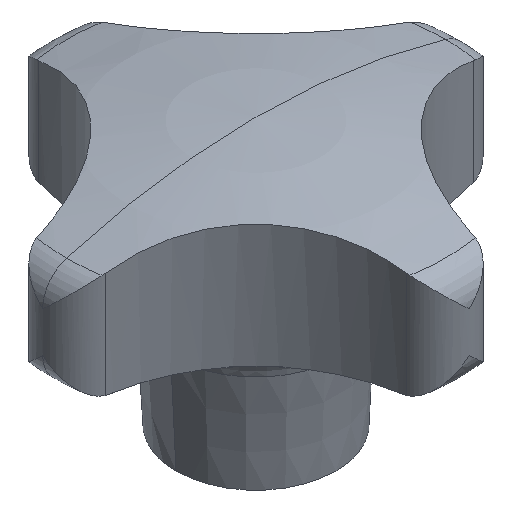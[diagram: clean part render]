
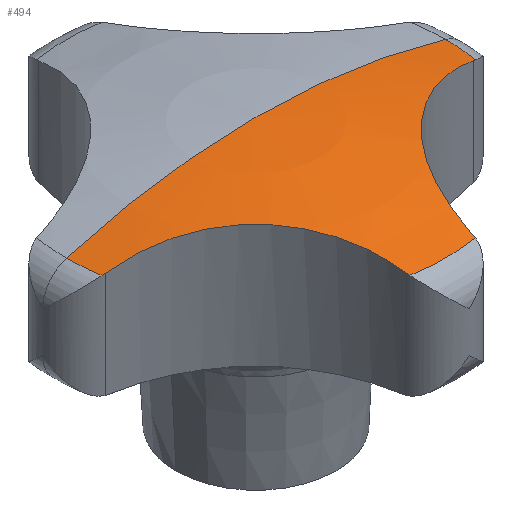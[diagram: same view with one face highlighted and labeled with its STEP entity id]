
A CAD part, isometric view. The second image highlights one B-rep face of the part: STEP entity #494.
In plain terms, the highlighted spherical face has radius 50 mm.
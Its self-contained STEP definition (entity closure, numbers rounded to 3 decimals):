
#282=EDGE_CURVE('',#364,#398,#695,.T.);
#300=VERTEX_POINT('',#715);
#336=EDGE_CURVE('',#398,#428,#759,.T.);
#340=VERTEX_POINT('',#763);
#344=VERTEX_POINT('',#767);
#350=EDGE_CURVE('',#472,#464,#773,.T.);
#364=VERTEX_POINT('',#787);
#374=EDGE_CURVE('',#428,#536,#798,.T.);
#398=VERTEX_POINT('',#825);
#402=EDGE_CURVE('',#530,#472,#829,.T.);
#410=EDGE_CURVE('',#300,#592,#837,.T.);
#428=VERTEX_POINT('',#857);
#434=EDGE_CURVE('',#464,#364,#863,.T.);
#462=EDGE_CURVE('',#344,#530,#894,.T.);
#464=VERTEX_POINT('',#896);
#466=EDGE_CURVE('',#344,#340,#898,.T.);
#472=VERTEX_POINT('',#904);
#476=EDGE_CURVE('',#536,#300,#908,.T.);
#494=ADVANCED_FACE('',(#928),#929,.T.);
#514=EDGE_CURVE('',#340,#592,#949,.T.);
#530=VERTEX_POINT('',#967);
#536=VERTEX_POINT('',#973);
#592=VERTEX_POINT('',#1034);
#695=CIRCLE('',#1192,14.211);
#715=CARTESIAN_POINT('',(13.998,-2.45,17.938));
#759=B_SPLINE_CURVE_WITH_KNOTS('',3,(#1347,#1348,#1349,#1350),.UNSPECIFIED.,.F.,.F.,(4,4),(6.877,7.07),.UNSPECIFIED.);
#763=CARTESIAN_POINT('',(0.,0.,20.0));
#767=CARTESIAN_POINT('',(-14.211,0.,17.938));
#773=B_SPLINE_CURVE_WITH_KNOTS('',3,(#1369,#1370,#1371,#1372,#1373,#1374,#1375,#1376,#1377,#1378,#1379,#1380,#1381,#1382,#1383,#1384,#1385,#1386),.UNSPECIFIED.,.F.,.F.,(4,2,2,2,2,2,2,2,4),(21.077,23.335,25.594,27.852,30.111,32.394,34.678,36.961,37.791),.UNSPECIFIED.);
#787=CARTESIAN_POINT('',(-2.45,-13.998,17.938));
#798=B_SPLINE_CURVE_WITH_KNOTS('',3,(#1422,#1423,#1424,#1425,#1426,#1427,#1428,#1429,#1430,#1431,#1432,#1433,#1434,#1435,#1436,#1437,#1438,#1439),.UNSPECIFIED.,.F.,.F.,(4,2,2,2,2,2,2,2,4),(21.077,23.335,25.594,27.852,30.111,32.394,34.678,36.961,37.791),.UNSPECIFIED.);
#825=CARTESIAN_POINT('',(2.45,-13.998,17.938));
#829=B_SPLINE_CURVE_WITH_KNOTS('',3,(#1514,#1515,#1516,#1517),.UNSPECIFIED.,.F.,.F.,(4,4),(6.877,7.069),.UNSPECIFIED.);
#837=CIRCLE('',#1539,14.211);
#857=CARTESIAN_POINT('',(2.481,-13.804,17.993));
#863=B_SPLINE_CURVE_WITH_KNOTS('',3,(#1599,#1600,#1601,#1602),.UNSPECIFIED.,.F.,.F.,(4,4),(0.0,0.201),.UNSPECIFIED.);
#894=CIRCLE('',#1672,14.211);
#896=CARTESIAN_POINT('',(-2.481,-13.804,17.993));
#898=CIRCLE('',#1677,50.);
#904=CARTESIAN_POINT('',(-13.804,-2.481,17.993));
#908=B_SPLINE_CURVE_WITH_KNOTS('',3,(#1691,#1692,#1693,#1694),.UNSPECIFIED.,.F.,.F.,(4,4),(0.0,0.201),.UNSPECIFIED.);
#928=FACE_OUTER_BOUND('',#1719,.T.);
#929=SPHERICAL_SURFACE('',#1720,50.);
#949=CIRCLE('',#1749,50.);
#967=CARTESIAN_POINT('',(-13.998,-2.45,17.938));
#973=CARTESIAN_POINT('',(13.804,-2.481,17.993));
#1034=CARTESIAN_POINT('',(14.211,0.,17.938));
#1192=AXIS2_PLACEMENT_3D('',#2027,#2028,#2029);
#1347=CARTESIAN_POINT('',(2.45,-13.998,17.938));
#1348=CARTESIAN_POINT('',(2.463,-13.933,17.956));
#1349=CARTESIAN_POINT('',(2.474,-13.869,17.974));
#1350=CARTESIAN_POINT('',(2.481,-13.804,17.993));
#1369=CARTESIAN_POINT('',(-13.804,-2.481,17.993));
#1370=CARTESIAN_POINT('',(-13.084,-2.57,18.195));
#1371=CARTESIAN_POINT('',(-12.339,-2.723,18.383));
#1372=CARTESIAN_POINT('',(-10.858,-3.174,18.71));
#1373=CARTESIAN_POINT('',(-10.122,-3.471,18.848));
#1374=CARTESIAN_POINT('',(-8.712,-4.2,19.062));
#1375=CARTESIAN_POINT('',(-8.037,-4.632,19.138));
#1376=CARTESIAN_POINT('',(-6.792,-5.598,19.226));
#1377=CARTESIAN_POINT('',(-6.222,-6.132,19.237));
#1378=CARTESIAN_POINT('',(-5.21,-7.258,19.201));
#1379=CARTESIAN_POINT('',(-4.735,-7.887,19.153));
#1380=CARTESIAN_POINT('',(-3.902,-9.239,18.99));
#1381=CARTESIAN_POINT('',(-3.544,-9.96,18.876));
#1382=CARTESIAN_POINT('',(-2.97,-11.447,18.588));
#1383=CARTESIAN_POINT('',(-2.754,-12.214,18.414));
#1384=CARTESIAN_POINT('',(-2.558,-13.253,18.145));
#1385=CARTESIAN_POINT('',(-2.515,-13.53,18.07));
#1386=CARTESIAN_POINT('',(-2.481,-13.804,17.993));
#1422=CARTESIAN_POINT('',(2.481,-13.804,17.993));
#1423=CARTESIAN_POINT('',(2.57,-13.084,18.195));
#1424=CARTESIAN_POINT('',(2.723,-12.339,18.383));
#1425=CARTESIAN_POINT('',(3.174,-10.858,18.71));
#1426=CARTESIAN_POINT('',(3.471,-10.122,18.848));
#1427=CARTESIAN_POINT('',(4.2,-8.712,19.062));
#1428=CARTESIAN_POINT('',(4.632,-8.037,19.138));
#1429=CARTESIAN_POINT('',(5.598,-6.792,19.226));
#1430=CARTESIAN_POINT('',(6.132,-6.222,19.237));
#1431=CARTESIAN_POINT('',(7.258,-5.21,19.201));
#1432=CARTESIAN_POINT('',(7.887,-4.735,19.153));
#1433=CARTESIAN_POINT('',(9.239,-3.902,18.99));
#1434=CARTESIAN_POINT('',(9.96,-3.544,18.876));
#1435=CARTESIAN_POINT('',(11.447,-2.97,18.588));
#1436=CARTESIAN_POINT('',(12.214,-2.754,18.414));
#1437=CARTESIAN_POINT('',(13.253,-2.558,18.145));
#1438=CARTESIAN_POINT('',(13.53,-2.515,18.07));
#1439=CARTESIAN_POINT('',(13.804,-2.481,17.993));
#1514=CARTESIAN_POINT('',(-13.998,-2.45,17.938));
#1515=CARTESIAN_POINT('',(-13.933,-2.463,17.956));
#1516=CARTESIAN_POINT('',(-13.869,-2.474,17.974));
#1517=CARTESIAN_POINT('',(-13.804,-2.481,17.993));
#1539=AXIS2_PLACEMENT_3D('',#2173,#2174,#2175);
#1599=CARTESIAN_POINT('',(-2.481,-13.804,17.993));
#1600=CARTESIAN_POINT('',(-2.474,-13.868,17.975));
#1601=CARTESIAN_POINT('',(-2.463,-13.933,17.956));
#1602=CARTESIAN_POINT('',(-2.45,-13.998,17.938));
#1672=AXIS2_PLACEMENT_3D('',#2248,#2249,#2250);
#1677=AXIS2_PLACEMENT_3D('',#2251,#2252,#2253);
#1691=CARTESIAN_POINT('',(13.804,-2.481,17.993));
#1692=CARTESIAN_POINT('',(13.868,-2.474,17.975));
#1693=CARTESIAN_POINT('',(13.933,-2.463,17.956));
#1694=CARTESIAN_POINT('',(13.998,-2.45,17.938));
#1719=EDGE_LOOP('',(#2292,#2293,#2294,#2295,#2296,#2297,#2298,#2299,#2300,#2301,#2302));
#1720=AXIS2_PLACEMENT_3D('',#2303,#2304,#2305);
#1749=AXIS2_PLACEMENT_3D('',#2313,#2314,#2315);
#2027=CARTESIAN_POINT('',(0.,0.,17.938));
#2028=DIRECTION('',(0.,0.,1.0));
#2029=DIRECTION('',(1.0,0.,0.));
#2173=CARTESIAN_POINT('',(0.,0.,17.938));
#2174=DIRECTION('',(0.,0.,1.0));
#2175=DIRECTION('',(1.0,0.,0.));
#2248=CARTESIAN_POINT('',(0.,0.,17.938));
#2249=DIRECTION('',(0.,0.,1.0));
#2250=DIRECTION('',(1.0,0.,0.));
#2251=CARTESIAN_POINT('',(0.,0.,-30.0));
#2252=DIRECTION('',(0.,1.0,0.));
#2253=DIRECTION('',(0.0,0.,-1.0));
#2292=ORIENTED_EDGE('',*,*,#466,.F.);
#2293=ORIENTED_EDGE('',*,*,#462,.T.);
#2294=ORIENTED_EDGE('',*,*,#402,.T.);
#2295=ORIENTED_EDGE('',*,*,#350,.T.);
#2296=ORIENTED_EDGE('',*,*,#434,.T.);
#2297=ORIENTED_EDGE('',*,*,#282,.T.);
#2298=ORIENTED_EDGE('',*,*,#336,.T.);
#2299=ORIENTED_EDGE('',*,*,#374,.T.);
#2300=ORIENTED_EDGE('',*,*,#476,.T.);
#2301=ORIENTED_EDGE('',*,*,#410,.T.);
#2302=ORIENTED_EDGE('',*,*,#514,.F.);
#2303=CARTESIAN_POINT('',(0.,0.,-30.0));
#2304=DIRECTION('',(0.,0.,1.0));
#2305=DIRECTION('',(-1.0,0.,0.0));
#2313=CARTESIAN_POINT('',(0.,0.,-30.0));
#2314=DIRECTION('',(0.,1.0,0.));
#2315=DIRECTION('',(0.0,0.,-1.0));
